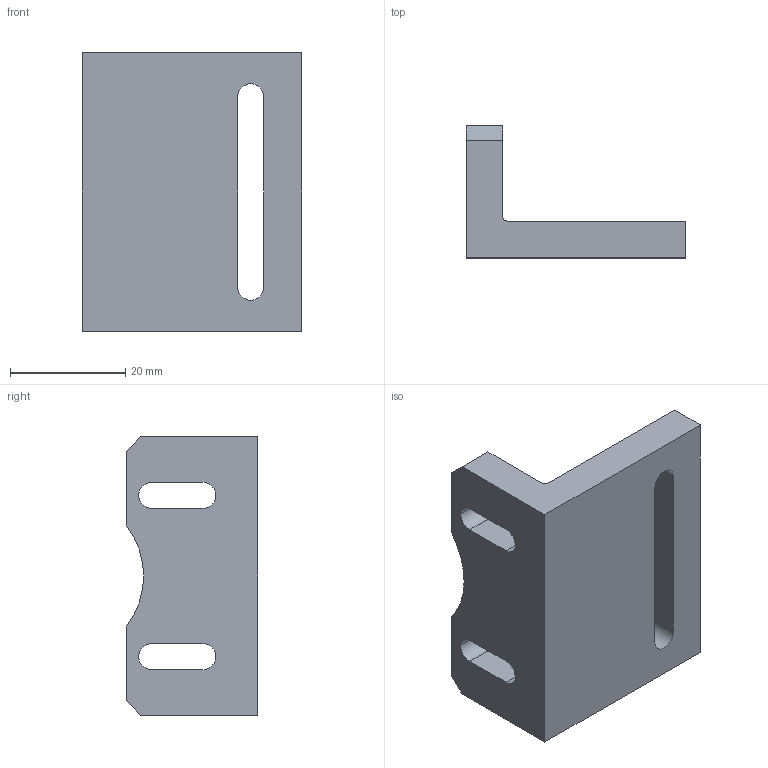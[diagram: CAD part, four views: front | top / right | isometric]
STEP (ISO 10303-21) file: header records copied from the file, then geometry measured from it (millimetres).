
FILE_DESCRIPTION (( 'STEP AP214' ), '1' );
FILE_NAME ('D0902206_AdvLIGO_SUS_HSTS_AOSEM Alignment Bracket Mount, Intermediate Mass.STEP', '2019-10-03T16:57:24', ( '' ), ( '' ), 'SwSTEP 2.0', 'SolidWorks 2019', '' );
FILE_SCHEMA (( 'AUTOMOTIVE_DESIGN' ));
Length unit declared in the file: inch
Products named in the file (1): D0902206_AdvLIGO_SUS_HSTS_AOSEM Alignment Bracket Mount, Intermediate Mass
Bounding box: 38.1 x 22.86 x 48.26 mm (x, y, z)
Volume: 14714.1 mm3; surface area: 6827.4 mm2
Topology: 1 solids, 1 shells, 28 faces, 78 edges, 52 vertices
Faces by surface type: plane 17, cylinder 11
Entity records: 956 total; most frequent: CARTESIAN_POINT 159, DIRECTION 158, ORIENTED_EDGE 156, EDGE_CURVE 78, LINE 56, VECTOR 56, VERTEX_POINT 52, AXIS2_PLACEMENT_3D 51
